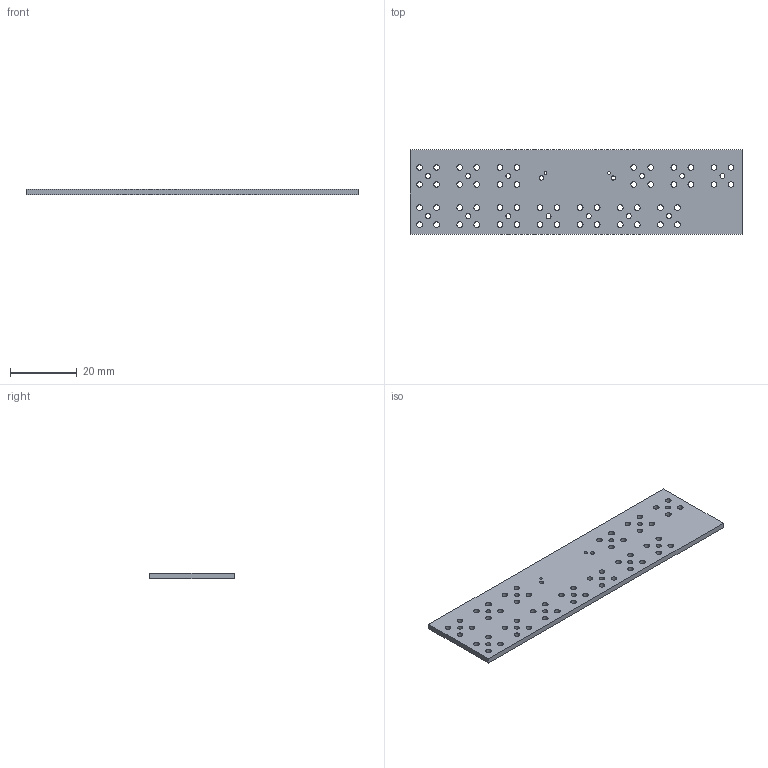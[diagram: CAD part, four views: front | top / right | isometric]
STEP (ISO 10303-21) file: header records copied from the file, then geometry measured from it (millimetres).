
FILE_DESCRIPTION(('KiCad electronic assembly'),'2;1');
FILE_NAME('Dummy Board.step','2024-09-17T16:57:18',('Pcbnew'),('Kicad'), 'Open CASCADE STEP processor 7.7','KiCad to STEP converter','Unknown' );
FILE_SCHEMA(('AUTOMOTIVE_DESIGN { 1 0 10303 214 1 1 1 1 }'));
Length unit declared in the file: millimetre
Products named in the file (2): Dummy Board 1; Dummy Board_PCB
Assembly tree (1 placements, depth 2):
  Dummy Board 1
    Dummy Board_PCB
Bounding box: 99.23 x 25.17 x 1.6 mm (x, y, z)
Volume: 3764.6 mm3; surface area: 5667.4 mm2
Topology: 1 solids, 1 shells, 75 faces, 219 edges, 146 vertices
Faces by surface type: cylinder 69, plane 6
Full cylindrical faces by diameter (mm): 0.84 x2, 1.27 x2, 1.5 x13, 1.7 x52
Entity records: 2884 total; most frequent: DIRECTION 511, CARTESIAN_POINT 442, ORIENTED_EDGE 438, EDGE_CURVE 219, AXIS2_PLACEMENT_3D 215, FACE_BOUND 213, EDGE_LOOP 213, VERTEX_POINT 146
